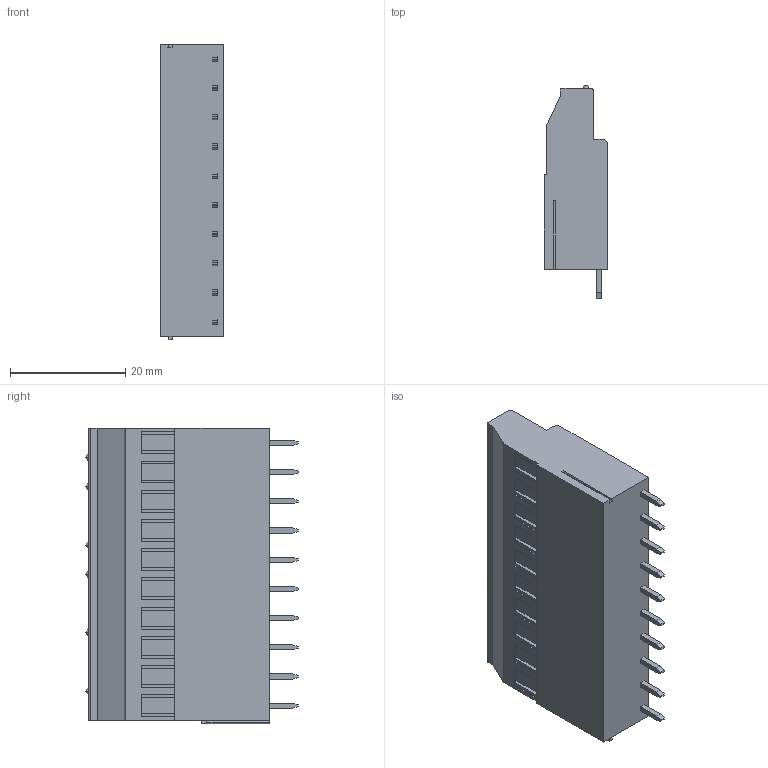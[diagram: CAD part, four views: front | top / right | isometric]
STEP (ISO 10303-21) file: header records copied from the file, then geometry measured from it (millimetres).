
FILE_DESCRIPTION((''),'2;1');
FILE_NAME('PRT0053','2025-01-11T',('yanfa'),(''),'PRO/ENGINEER BY PARAMETRIC TECHNOLOGY CORPORATION, 2009280','PRO/ENGINEER BY PARAMETRIC TECHNOLOGY CORPORATION, 2009280','');
FILE_SCHEMA(('AUTOMOTIVE_DESIGN_CC2 { 1 2 10303 214 -1 1 5 2 }'));
Length unit declared in the file: millimetre
Products named in the file (1): PRT0053
Bounding box: 11.1 x 37 x 51.4 mm (x, y, z)
Volume: 15497.9 mm3; surface area: 5580.4 mm2
Topology: 1 solids, 1 shells, 334 faces, 914 edges, 596 vertices
Faces by surface type: plane 254, cylinder 48, torus 20, sphere 12
Entity records: 10593 total; most frequent: CARTESIAN_POINT 2052, ORIENTED_EDGE 1804, DIRECTION 1710, EDGE_CURVE 902, VECTOR 682, LINE 682, VERTEX_POINT 596, AXIS2_PLACEMENT_3D 514
